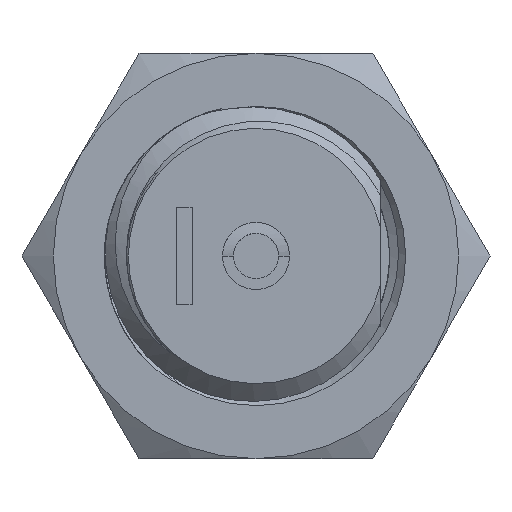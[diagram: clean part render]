
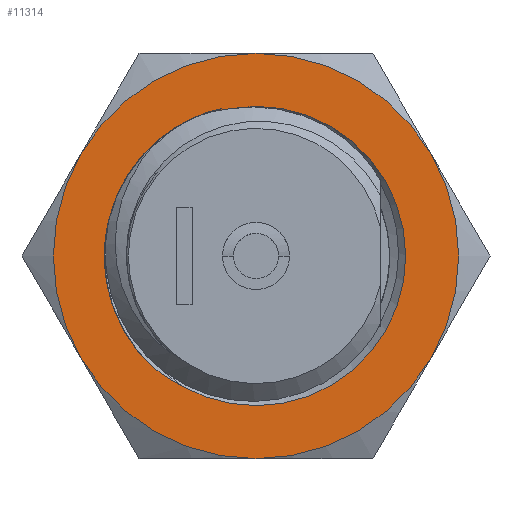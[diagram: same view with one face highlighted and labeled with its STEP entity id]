
A CAD part, left-side view. The second image highlights one B-rep face of the part: STEP entity #11314.
In plain terms, the highlighted planar face has unit normal (-1, 0, 0).
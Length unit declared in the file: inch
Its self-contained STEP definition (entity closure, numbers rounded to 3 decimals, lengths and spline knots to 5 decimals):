
#2999=CARTESIAN_POINT('',(-0.4122,0.,0.));
#3000=DIRECTION('',(-1.,0.,0.));
#3001=DIRECTION('',(0.,0.,-1.));
#3002=AXIS2_PLACEMENT_3D('',#2999,#3000,#3001);
#3004=CARTESIAN_POINT('',(-0.4122,0.,0.));
#3005=DIRECTION('',(-1.,0.,0.));
#3006=DIRECTION('',(0.,0.866,-0.5));
#3007=AXIS2_PLACEMENT_3D('',#3004,#3005,#3006);
#3009=CARTESIAN_POINT('',(-0.4122,0.,0.));
#3010=DIRECTION('',(-1.,0.,0.));
#3011=DIRECTION('',(0.,0.866,0.5));
#3012=AXIS2_PLACEMENT_3D('',#3009,#3010,#3011);
#3014=CARTESIAN_POINT('',(-0.4122,0.,0.));
#3015=DIRECTION('',(-1.,0.,0.));
#3016=DIRECTION('',(0.,0.,1.));
#3017=AXIS2_PLACEMENT_3D('',#3014,#3015,#3016);
#3019=CARTESIAN_POINT('',(-0.4122,0.,0.));
#3020=DIRECTION('',(-1.,0.,0.));
#3021=DIRECTION('',(0.,-0.866,0.5));
#3022=AXIS2_PLACEMENT_3D('',#3019,#3020,#3021);
#3024=CARTESIAN_POINT('',(-0.4122,0.,0.));
#3025=DIRECTION('',(-1.,0.,0.));
#3026=DIRECTION('',(0.,-0.866,-0.5));
#3027=AXIS2_PLACEMENT_3D('',#3024,#3025,#3026);
#3029=CARTESIAN_POINT('',(-0.4122,0.16144,
0.09462));
#3030=CARTESIAN_POINT('',(-0.4122,0.16124,
0.09491));
#3031=CARTESIAN_POINT('',(-0.41221,0.16085,
0.0955));
#3032=CARTESIAN_POINT('',(-0.41219,0.16046,
0.09607));
#3033=CARTESIAN_POINT('',(-0.41219,0.16027,
0.09637));
#3035=CARTESIAN_POINT('',(-0.4122,0.12947,
-0.1351));
#3036=CARTESIAN_POINT('',(-0.4122,0.13497,
-0.12983));
#3037=CARTESIAN_POINT('',(-0.4122,0.14524,
-0.11871));
#3038=CARTESIAN_POINT('',(-0.4122,0.15857,
-0.10022));
#3039=CARTESIAN_POINT('',(-0.4122,0.16955,
-0.08026));
#3040=CARTESIAN_POINT('',(-0.4122,0.17803,
-0.05911));
#3041=CARTESIAN_POINT('',(-0.4122,0.18388,
-0.03709));
#3042=CARTESIAN_POINT('',(-0.4122,0.18702,
-0.01452));
#3043=CARTESIAN_POINT('',(-0.4122,0.1874,
0.00826));
#3044=CARTESIAN_POINT('',(-0.4122,0.18502,
0.03091));
#3045=CARTESIAN_POINT('',(-0.4122,0.17991,
0.05311));
#3046=CARTESIAN_POINT('',(-0.4122,0.17213,
0.07455));
#3047=CARTESIAN_POINT('',(-0.4122,0.16529,
0.08805));
#3048=CARTESIAN_POINT('',(-0.4122,0.16144,
0.09462));
#3050=CARTESIAN_POINT('',(-0.4122,0.09195,
-0.16012));
#3051=CARTESIAN_POINT('',(-0.4122,0.09643,
-0.15787));
#3052=CARTESIAN_POINT('',(-0.4122,0.10517,
-0.15302));
#3053=CARTESIAN_POINT('',(-0.4122,0.11773,
-0.14465));
#3054=CARTESIAN_POINT('',(-0.4122,0.12563,
-0.1384));
#3055=CARTESIAN_POINT('',(-0.4122,0.12947,
-0.1351));
#3057=CARTESIAN_POINT('',(-0.4122,0.,0.));
#3058=DIRECTION('',(-1.,0.,0.));
#3059=DIRECTION('',(0.,0.376,0.927));
#3060=AXIS2_PLACEMENT_3D('',#3057,#3058,#3059);
#3076=CARTESIAN_POINT('',(-0.4122,0.07028,
0.1733));
#3077=CARTESIAN_POINT('',(-0.4122,0.0642,
0.17534));
#3078=CARTESIAN_POINT('',(-0.4122,0.05191,
0.17877));
#3079=CARTESIAN_POINT('',(-0.4122,0.03938,
0.18092));
#3080=CARTESIAN_POINT('',(-0.4122,0.03305,
0.18166));
#3128=CARTESIAN_POINT('',(-0.4122,0.,0.));
#3129=DIRECTION('',(1.,0.,0.));
#3130=DIRECTION('',(0.,0.179,0.984));
#3131=AXIS2_PLACEMENT_3D('',#3128,#3129,#3130);
#6805=CARTESIAN_POINT('',(-0.4122,0.,-0.25));
#6806=CARTESIAN_POINT('',(-0.4122,-0.21651,-0.125));
#6807=VERTEX_POINT('',#6805);
#6808=VERTEX_POINT('',#6806);
#6809=CARTESIAN_POINT('',(-0.4122,-0.21651,0.125));
#6810=VERTEX_POINT('',#6809);
#6811=CARTESIAN_POINT('',(-0.4122,0.,0.25));
#6812=VERTEX_POINT('',#6811);
#6813=CARTESIAN_POINT('',(-0.4122,0.21651,0.125));
#6814=VERTEX_POINT('',#6813);
#6815=CARTESIAN_POINT('',(-0.4122,0.21651,-0.125));
#6816=VERTEX_POINT('',#6815);
#6843=VERTEX_POINT('',#3035);
#6844=VERTEX_POINT('',#3048);
#6845=VERTEX_POINT('',#3050);
#6861=CARTESIAN_POINT('',(-0.4122,0.07028,
0.1733));
#6862=CARTESIAN_POINT('',(-0.4122,0.16026,
0.09637));
#6863=VERTEX_POINT('',#6861);
#6864=VERTEX_POINT('',#6862);
#6877=VERTEX_POINT('',#3080);
#11282=CARTESIAN_POINT('',(-0.4122,0.,0.));
#11283=DIRECTION('',(1.,0.,0.));
#11284=DIRECTION('',(0.,-1.,0.));
#11285=AXIS2_PLACEMENT_3D('',#11282,#11283,#11284);
#11286=PLANE('',#11285);
#11288=ORIENTED_EDGE('',*,*,#11287,.F.);
#11290=ORIENTED_EDGE('',*,*,#11289,.F.);
#11291=ORIENTED_EDGE('',*,*,#11275,.F.);
#11293=ORIENTED_EDGE('',*,*,#11292,.F.);
#11295=ORIENTED_EDGE('',*,*,#11294,.F.);
#11297=ORIENTED_EDGE('',*,*,#11296,.F.);
#11298=EDGE_LOOP('',(#11288,#11290,#11291,#11293,#11295,#11297));
#11299=FACE_OUTER_BOUND('',#11298,.F.);
#11301=ORIENTED_EDGE('',*,*,#11300,.T.);
#11303=ORIENTED_EDGE('',*,*,#11302,.F.);
#11305=ORIENTED_EDGE('',*,*,#11304,.F.);
#11307=ORIENTED_EDGE('',*,*,#11306,.F.);
#11309=ORIENTED_EDGE('',*,*,#11308,.F.);
#11311=ORIENTED_EDGE('',*,*,#11310,.F.);
#11312=EDGE_LOOP('',(#11301,#11303,#11305,#11307,#11309,#11311));
#11313=FACE_BOUND('',#11312,.F.);
#11314=ADVANCED_FACE('',(#11299,#11313),#11286,.F.);
#3003=CIRCLE('',#3002,0.25);
#3008=CIRCLE('',#3007,0.25);
#3013=CIRCLE('',#3012,0.25);
#3018=CIRCLE('',#3017,0.25);
#3023=CIRCLE('',#3022,0.25);
#3028=CIRCLE('',#3027,0.25);
#3034=B_SPLINE_CURVE_WITH_KNOTS('',3,(#3029,#3030,#3031,#3032,#3033),
.UNSPECIFIED.,.F.,.F.,(4,1,4),(0.,0.5,1.),.UNSPECIFIED.);
#3049=B_SPLINE_CURVE_WITH_KNOTS('',3,(#3035,#3036,#3037,#3038,#3039,#3040,#3041,
#3042,#3043,#3044,#3045,#3046,#3047,#3048),.UNSPECIFIED.,.F.,.F.,(4,1,1,1,1,1,1,
1,1,1,1,4),(0.,0.09091,0.18182,0.27273,
0.36364,0.45455,0.54545,0.63636,
0.72727,0.81818,0.90909,1.),.UNSPECIFIED.);
#3056=B_SPLINE_CURVE_WITH_KNOTS('',3,(#3050,#3051,#3052,#3053,#3054,#3055),
.UNSPECIFIED.,.F.,.F.,(4,1,1,4),(0.,0.33333,0.66667,1.),
.UNSPECIFIED.);
#3061=CIRCLE('',#3060,0.18701);
#3081=B_SPLINE_CURVE_WITH_KNOTS('',3,(#3076,#3077,#3078,#3079,#3080),
.UNSPECIFIED.,.F.,.F.,(4,1,4),(0.,0.5,1.),.UNSPECIFIED.);
#3132=CIRCLE('',#3131,0.18465);
#11275=EDGE_CURVE('',#6814,#6816,#3013,.T.);
#11287=EDGE_CURVE('',#6807,#6808,#3003,.T.);
#11289=EDGE_CURVE('',#6816,#6807,#3008,.T.);
#11292=EDGE_CURVE('',#6812,#6814,#3018,.T.);
#11294=EDGE_CURVE('',#6810,#6812,#3023,.T.);
#11296=EDGE_CURVE('',#6808,#6810,#3028,.T.);
#11300=EDGE_CURVE('',#6863,#6864,#3061,.T.);
#11302=EDGE_CURVE('',#6844,#6864,#3034,.T.);
#11304=EDGE_CURVE('',#6843,#6844,#3049,.T.);
#11306=EDGE_CURVE('',#6845,#6843,#3056,.T.);
#11308=EDGE_CURVE('',#6877,#6845,#3132,.T.);
#11310=EDGE_CURVE('',#6863,#6877,#3081,.T.);
